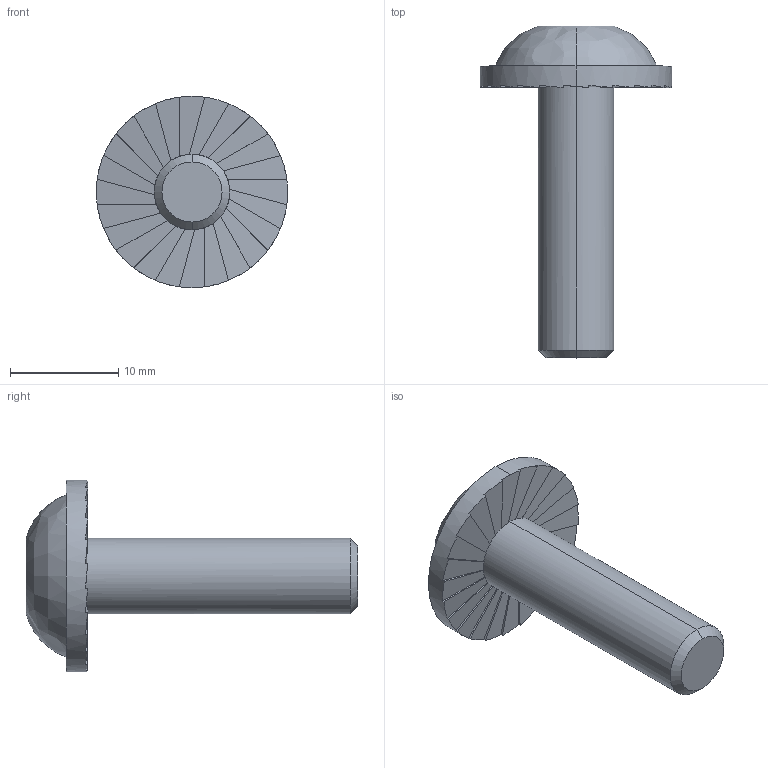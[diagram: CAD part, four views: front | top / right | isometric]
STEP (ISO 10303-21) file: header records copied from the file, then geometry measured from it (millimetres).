
FILE_DESCRIPTION (( 'STEP AP214' ), '1' );
FILE_NAME ('6128290', '2019-01-28T16:37:16', ( '' ), ('JUGARD+KÜNSTNER GmbH'), 'SwSTEP 2.0', 'SolidWorks 2017', '' );
FILE_SCHEMA (( 'AUTOMOTIVE_DESIGN' ));
Length unit declared in the file: millimetre
Products named in the file (1): 6128290
Bounding box: 17.7 x 30.7 x 17.7 mm (x, y, z)
Volume: 1875.8 mm3; surface area: 1228.1 mm2
Topology: 1 solids, 1 shells, 83 faces, 238 edges, 158 vertices
Faces by surface type: plane 75, cylinder 4, bspline 2, cone 2
Entity records: 2748 total; most frequent: CARTESIAN_POINT 666, ORIENTED_EDGE 476, DIRECTION 386, EDGE_CURVE 238, VERTEX_POINT 158, VECTOR 150, LINE 150, AXIS2_PLACEMENT_3D 118
